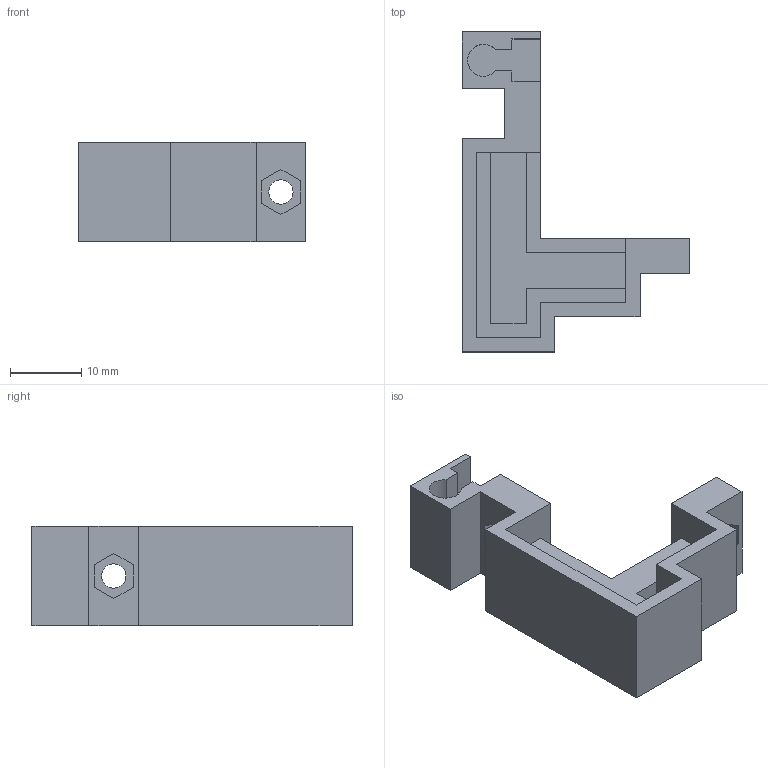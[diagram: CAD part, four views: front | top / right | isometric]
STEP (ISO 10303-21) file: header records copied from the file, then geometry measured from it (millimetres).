
FILE_DESCRIPTION (( 'STEP AP203' ), '1' );
FILE_NAME ('TR_mold_feet_5mm_part1_b.STEP', '2018-05-20T18:49:03', ( '' ), ( '' ), 'SwSTEP 2.0', 'SolidWorks 2017', '' );
FILE_SCHEMA (( 'CONFIG_CONTROL_DESIGN' ));
Length unit declared in the file: millimetre
Products named in the file (1): TR_mold_feet_5mm_part1_b
Bounding box: 32 x 45 x 14 mm (x, y, z)
Volume: 5949.1 mm3; surface area: 4856.8 mm2
Topology: 1 solids, 1 shells, 57 faces, 159 edges, 106 vertices
Faces by surface type: plane 52, cylinder 5
Entity records: 1888 total; most frequent: CARTESIAN_POINT 323, ORIENTED_EDGE 318, DIRECTION 285, EDGE_CURVE 159, LINE 149, VECTOR 149, VERTEX_POINT 106, AXIS2_PLACEMENT_3D 68
